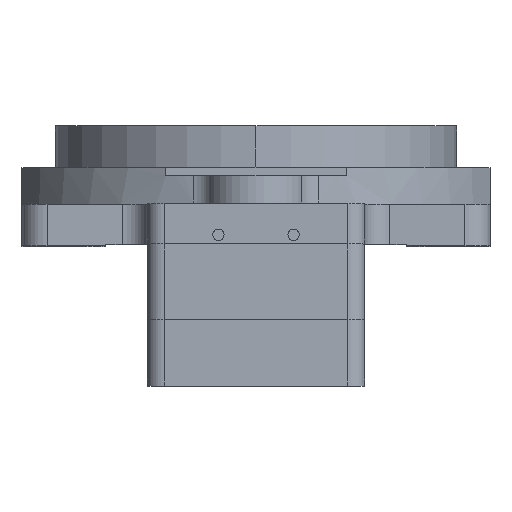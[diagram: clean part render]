
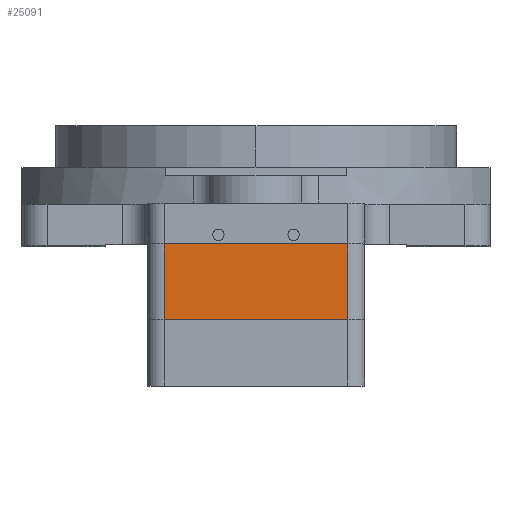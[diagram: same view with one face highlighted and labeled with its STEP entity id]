
A CAD part, top view. The second image highlights one B-rep face of the part: STEP entity #25091.
In plain terms, the highlighted planar face has unit normal (0, 0, 1).
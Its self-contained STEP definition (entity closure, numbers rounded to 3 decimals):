
#23469=DIRECTION('',(-1.,0.,0.));
#23470=VECTOR('',#23469,110.);
#23471=CARTESIAN_POINT('',(55.,0.,65.));
#23472=LINE('',#23471,#23470);
#23796=DIRECTION('',(-1.,0.,0.));
#23797=VECTOR('',#23796,110.);
#23798=CARTESIAN_POINT('',(55.,-45.,65.));
#23799=LINE('',#23798,#23797);
#24219=DIRECTION('',(0.,-1.,0.));
#24220=VECTOR('',#24219,45.);
#24221=CARTESIAN_POINT('',(55.,0.,65.));
#24222=LINE('',#24221,#24220);
#24226=DIRECTION('',(0.,-1.,0.));
#24227=VECTOR('',#24226,45.);
#24228=CARTESIAN_POINT('',(-55.,0.,65.));
#24229=LINE('',#24228,#24227);
#24380=CARTESIAN_POINT('',(55.,-45.,65.));
#24382=VERTEX_POINT('',#24380);
#24383=CARTESIAN_POINT('',(55.,0.,65.));
#24384=VERTEX_POINT('',#24383);
#24387=CARTESIAN_POINT('',(-55.,-45.,65.));
#24389=VERTEX_POINT('',#24387);
#24393=CARTESIAN_POINT('',(-55.,0.,65.));
#24394=VERTEX_POINT('',#24393);
#25079=CARTESIAN_POINT('',(-65.,0.,65.));
#25080=DIRECTION('',(0.,0.,1.));
#25081=DIRECTION('',(1.,0.,0.));
#25082=AXIS2_PLACEMENT_3D('',#25079,#25080,#25081);
#25083=PLANE('',#25082);
#25084=ORIENTED_EDGE('',*,*,#25071,.T.);
#25085=ORIENTED_EDGE('',*,*,#24520,.T.);
#25087=ORIENTED_EDGE('',*,*,#25086,.F.);
#25088=ORIENTED_EDGE('',*,*,#24426,.F.);
#25089=EDGE_LOOP('',(#25084,#25085,#25087,#25088));
#25090=FACE_OUTER_BOUND('',#25089,.F.);
#25091=ADVANCED_FACE('',(#25090),#25083,.T.);
#24426=EDGE_CURVE('',#24384,#24394,#23472,.T.);
#24520=EDGE_CURVE('',#24382,#24389,#23799,.T.);
#25071=EDGE_CURVE('',#24384,#24382,#24222,.T.);
#25086=EDGE_CURVE('',#24394,#24389,#24229,.T.);
